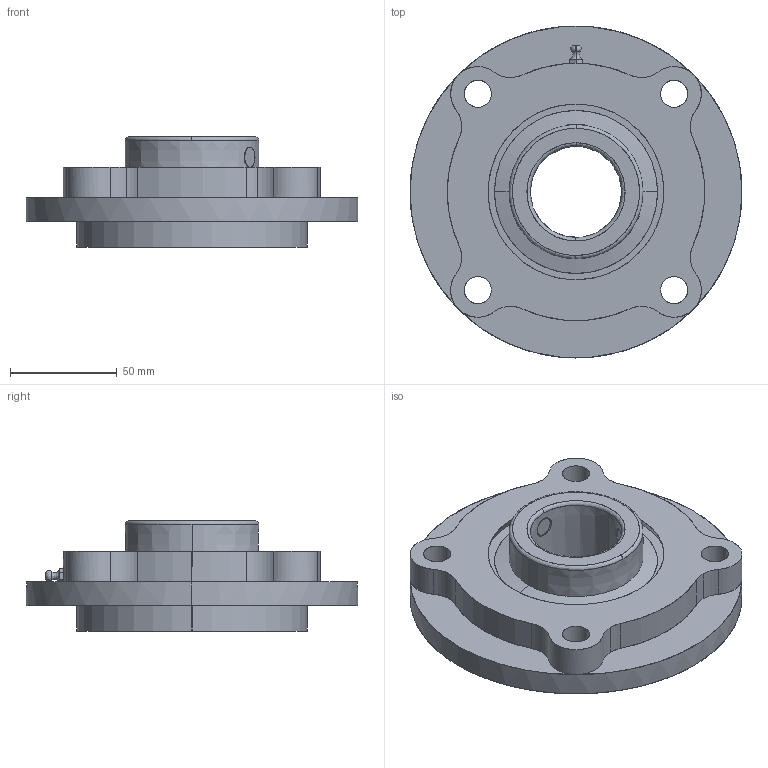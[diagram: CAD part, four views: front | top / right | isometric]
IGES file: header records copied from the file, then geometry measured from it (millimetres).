
Start section: SolidWorks IGES file using analytic representation for surfaces
Global section: file name: MFDEFAU0322153338248.igs; native system: SolidWorks 2011; preprocessor: SolidWorks 2011; author: partstream; date: 110322.153304; units: inch
Bounding box: 155.57 x 155.57 x 51.59 mm (x, y, z)
Surface area: 68059.9 mm2 (no closed solid volume)
Topology: 0 solids, 0 shells, 121 faces, 2603 edges, 2627 vertices
Faces by surface type: revolution 64, bspline 57
